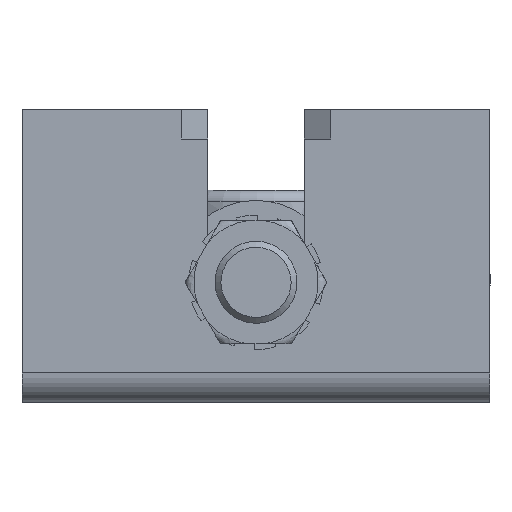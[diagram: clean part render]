
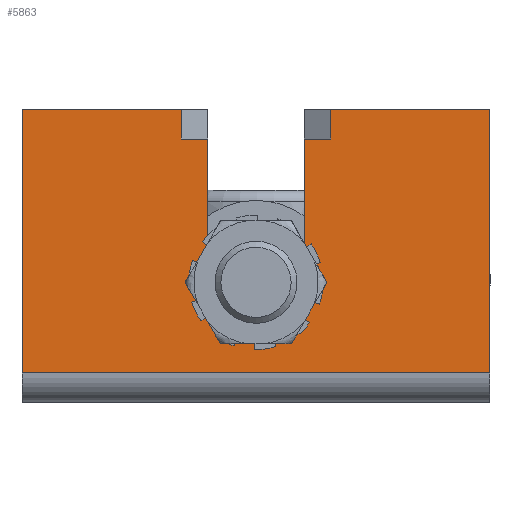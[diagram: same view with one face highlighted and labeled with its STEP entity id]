
A CAD part, front view. The second image highlights one B-rep face of the part: STEP entity #5863.
In plain terms, the highlighted planar face has unit normal (0, -1, 0).
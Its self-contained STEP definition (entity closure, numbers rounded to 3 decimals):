
#513=LINE('',#10307,#776);
#514=LINE('',#10310,#777);
#520=LINE('',#10323,#783);
#527=LINE('',#10336,#790);
#532=LINE('',#10346,#795);
#534=LINE('',#10351,#797);
#538=LINE('',#10359,#801);
#539=LINE('',#10361,#802);
#540=LINE('',#10362,#803);
#541=LINE('',#10364,#804);
#542=LINE('',#10367,#805);
#776=VECTOR('',#8427,10.);
#777=VECTOR('',#8430,10.);
#783=VECTOR('',#8440,10.);
#790=VECTOR('',#8451,10.);
#795=VECTOR('',#8458,10.);
#797=VECTOR('',#8462,10.);
#801=VECTOR('',#8468,10.);
#802=VECTOR('',#8469,10.);
#803=VECTOR('',#8470,10.);
#804=VECTOR('',#8471,10.);
#805=VECTOR('',#8474,10.);
#1267=FACE_OUTER_BOUND('',#1614,.T.);
#1614=EDGE_LOOP('',(#4827,#4828,#4829,#4830,#4831,#4832,#4833,#4834,#4835,
#4836,#4837,#4838));
#2179=CIRCLE('',#6861,8.25);
#2695=VERTEX_POINT('',#10300);
#2698=VERTEX_POINT('',#10305);
#2699=VERTEX_POINT('',#10309);
#2703=VERTEX_POINT('',#10320);
#2704=VERTEX_POINT('',#10322);
#2708=VERTEX_POINT('',#10334);
#2712=VERTEX_POINT('',#10344);
#2714=VERTEX_POINT('',#10350);
#2717=VERTEX_POINT('',#10358);
#2718=VERTEX_POINT('',#10360);
#2719=VERTEX_POINT('',#10363);
#2720=VERTEX_POINT('',#10365);
#3444=EDGE_CURVE('',#2695,#2698,#513,.T.);
#3445=EDGE_CURVE('',#2699,#2695,#514,.T.);
#3451=EDGE_CURVE('',#2704,#2703,#520,.T.);
#3458=EDGE_CURVE('',#2703,#2708,#527,.T.);
#3463=EDGE_CURVE('',#2698,#2712,#532,.T.);
#3465=EDGE_CURVE('',#2714,#2704,#534,.T.);
#3469=EDGE_CURVE('',#2712,#2717,#538,.T.);
#3470=EDGE_CURVE('',#2718,#2717,#539,.T.);
#3471=EDGE_CURVE('',#2714,#2718,#540,.T.);
#3472=EDGE_CURVE('',#2708,#2719,#541,.T.);
#3473=EDGE_CURVE('',#2719,#2720,#2179,.T.);
#3474=EDGE_CURVE('',#2720,#2699,#542,.T.);
#4827=ORIENTED_EDGE('',*,*,#3445,.T.);
#4828=ORIENTED_EDGE('',*,*,#3444,.T.);
#4829=ORIENTED_EDGE('',*,*,#3463,.T.);
#4830=ORIENTED_EDGE('',*,*,#3469,.T.);
#4831=ORIENTED_EDGE('',*,*,#3470,.F.);
#4832=ORIENTED_EDGE('',*,*,#3471,.F.);
#4833=ORIENTED_EDGE('',*,*,#3465,.T.);
#4834=ORIENTED_EDGE('',*,*,#3451,.T.);
#4835=ORIENTED_EDGE('',*,*,#3458,.T.);
#4836=ORIENTED_EDGE('',*,*,#3472,.T.);
#4837=ORIENTED_EDGE('',*,*,#3473,.T.);
#4838=ORIENTED_EDGE('',*,*,#3474,.T.);
#5609=PLANE('',#6860);
#5863=ADVANCED_FACE('',(#1267),#5609,.T.);
#6860=AXIS2_PLACEMENT_3D('',#10357,#8466,#8467);
#6861=AXIS2_PLACEMENT_3D('',#10366,#8472,#8473);
#8427=DIRECTION('',(0.,0.,-1.));
#8430=DIRECTION('',(1.,0.,0.));
#8440=DIRECTION('',(0.,0.,1.));
#8451=DIRECTION('',(1.,0.,0.));
#8458=DIRECTION('',(1.,0.,0.));
#8462=DIRECTION('',(1.,0.,0.));
#8466=DIRECTION('center_axis',(0.,-1.,0.));
#8467=DIRECTION('ref_axis',(0.,0.,
-1.));
#8468=DIRECTION('',(0.,0.,1.));
#8469=DIRECTION('',(1.,0.,0.));
#8470=DIRECTION('',(0.,0.,1.));
#8471=DIRECTION('',(0.,0.,1.));
#8472=DIRECTION('center_axis',(0.,1.,0.));
#8473=DIRECTION('ref_axis',(1.,0.,0.));
#8474=DIRECTION('',(0.,0.,-1.));
#10300=CARTESIAN_POINT('',(-28.384,3.159,5.));
#10305=CARTESIAN_POINT('',(-28.384,3.159,0.));
#10307=CARTESIAN_POINT('',(-28.384,3.159,0.));
#10309=CARTESIAN_POINT('',(-32.935,3.159,5.));
#10310=CARTESIAN_POINT('',(-16.167,3.159,5.));
#10320=CARTESIAN_POINT('',(-53.985,3.159,5.));
#10322=CARTESIAN_POINT('',(-53.985,3.159,0.));
#10323=CARTESIAN_POINT('',(-53.985,3.159,0.));
#10334=CARTESIAN_POINT('',(-49.435,3.159,5.));
#10336=CARTESIAN_POINT('',(-26.202,3.159,5.));
#10344=CARTESIAN_POINT('',(-1.185,3.159,0.));
#10346=CARTESIAN_POINT('',(-81.185,3.159,0.));
#10350=CARTESIAN_POINT('',(-81.185,3.159,0.));
#10351=CARTESIAN_POINT('',(-81.185,3.159,0.));
#10357=CARTESIAN_POINT('Origin',(-1.185,3.159,0.));
#10358=CARTESIAN_POINT('',(-1.185,3.159,45.));
#10359=CARTESIAN_POINT('',(-1.185,3.159,0.));
#10360=CARTESIAN_POINT('',(-81.185,3.159,45.));
#10361=CARTESIAN_POINT('',(-21.185,3.159,45.));
#10362=CARTESIAN_POINT('',(-81.185,3.159,0.));
#10363=CARTESIAN_POINT('',(-49.435,3.159,28.75));
#10364=CARTESIAN_POINT('',(-49.435,3.159,14.375));
#10365=CARTESIAN_POINT('',(-32.935,3.159,28.75));
#10366=CARTESIAN_POINT('Origin',(-41.185,3.159,28.75));
#10367=CARTESIAN_POINT('',(-32.935,3.159,0.));
